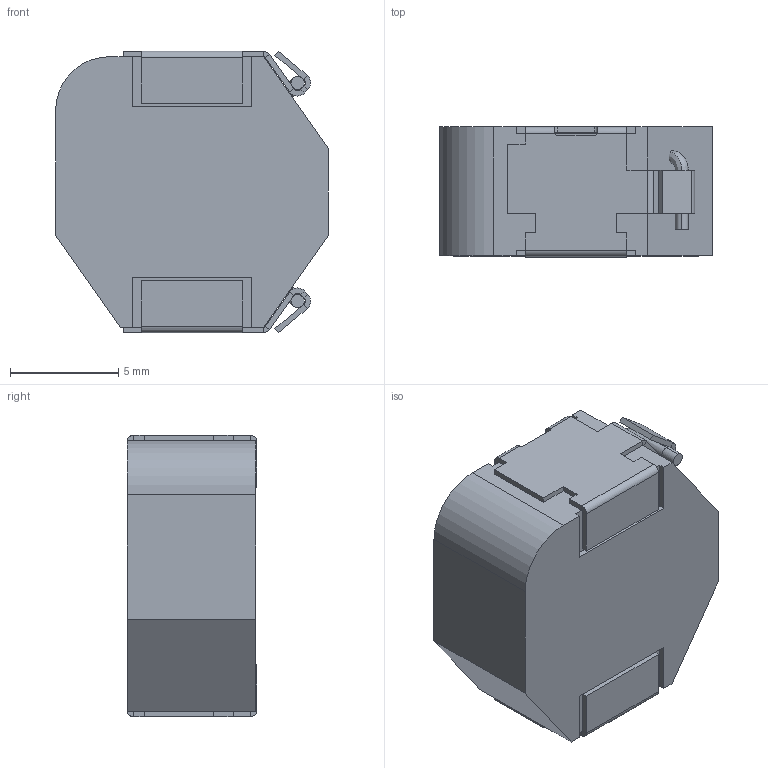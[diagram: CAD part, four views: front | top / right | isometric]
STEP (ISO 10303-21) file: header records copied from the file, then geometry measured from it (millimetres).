
FILE_DESCRIPTION (( 'STEP AP214' ), '1' );
FILE_NAME ('Type 13b.STEP', '2020-01-28T23:12:58', ( '' ), ( '' ), 'SwSTEP 2.0', 'SolidWorks 2017', '' );
FILE_SCHEMA (( 'AUTOMOTIVE_DESIGN' ));
Length unit declared in the file: millimetre
Products named in the file (1): Type 13b
Bounding box: 12.6 x 6 x 13 mm (x, y, z)
Volume: 833.7 mm3; surface area: 817.6 mm2
Topology: 5 solids, 5 shells, 178 faces, 428 edges, 256 vertices
Faces by surface type: plane 133, cylinder 41, bspline 4
Entity records: 5838 total; most frequent: CARTESIAN_POINT 1567, ORIENTED_EDGE 856, DIRECTION 848, EDGE_CURVE 428, VECTOR 334, LINE 334, AXIS2_PLACEMENT_3D 257, VERTEX_POINT 256
